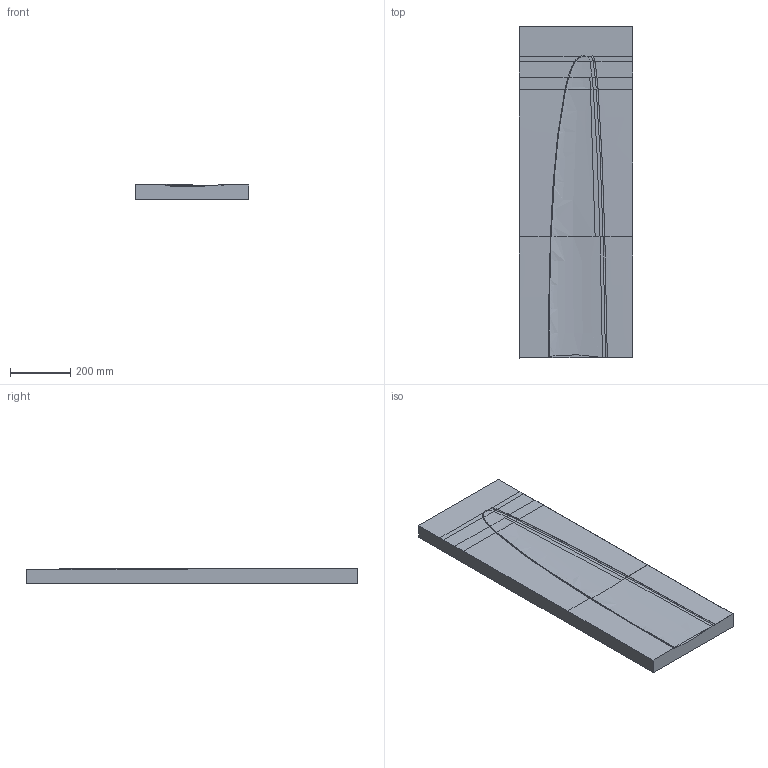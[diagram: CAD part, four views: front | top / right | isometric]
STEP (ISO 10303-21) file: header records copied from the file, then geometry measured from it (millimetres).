
FILE_DESCRIPTION(('CATIA V5 STEP Exchange'),'2;1');
FILE_NAME('lower mold v3.stp','2017-02-02T03:47:43+00:00',('none'),('none'),'CATIA Version 5 Release 18 GA (IN-10)','CATIA V5 STEP AP203','none');
FILE_SCHEMA(('CONFIG_CONTROL_DESIGN'));
Length unit declared in the file: millimetre
Products named in the file (1): Part3
Bounding box: 375.7 x 1101.75 x 52 mm (x, y, z)
Volume: 19653786.3 mm3; surface area: 980197.9 mm2
Topology: 1 solids, 1 shells, 81 faces, 194 edges, 114 vertices
Faces by surface type: bspline 47, plane 19, extrusion 15
Entity records: 7494 total; most frequent: CARTESIAN_POINT 6038, ORIENTED_EDGE 386, EDGE_CURVE 193, B_SPLINE_CURVE_WITH_KNOTS 147, VERTEX_POINT 114, DIRECTION 107, ADVANCED_FACE 81, EDGE_LOOP 81
